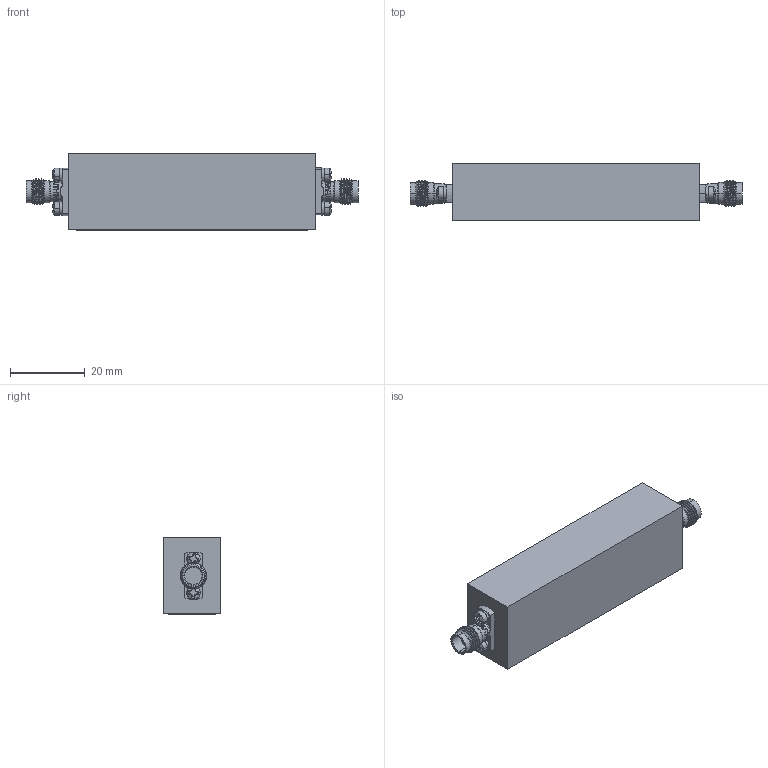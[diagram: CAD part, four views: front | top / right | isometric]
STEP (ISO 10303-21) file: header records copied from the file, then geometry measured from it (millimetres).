
FILE_DESCRIPTION (( 'STEP AP214' ), '1' );
FILE_NAME ('BPF-140M-60M-SFF.STEP', '2025-07-15T13:14:26', ( '' ), ( '' ), 'SwSTEP 2.0', 'SolidWorks 2024', '' );
FILE_SCHEMA (( 'AUTOMOTIVE_DESIGN' ));
Length unit declared in the file: millimetre
Products named in the file (1): BPF-140M-60M-SFF
Bounding box: 88.6 x 15.24 x 20.45 mm (x, y, z)
Volume: 21181.7 mm3; surface area: 8383.6 mm2
Topology: 16 solids, 16 shells, 619 faces, 2372 edges, 1912 vertices
Faces by surface type: plane 337, cylinder 140, cone 60, bspline 56, sphere 16, torus 10
Entity records: 41298 total; most frequent: CARTESIAN_POINT 16967, ORIENTED_EDGE 4720, DIRECTION 2866, EDGE_CURVE 2360, VERTEX_POINT 1912, LINE 1006, VECTOR 1006, AXIS2_PLACEMENT_3D 930
